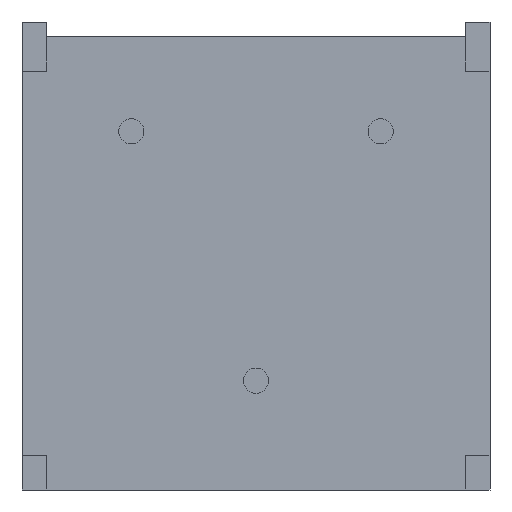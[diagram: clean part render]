
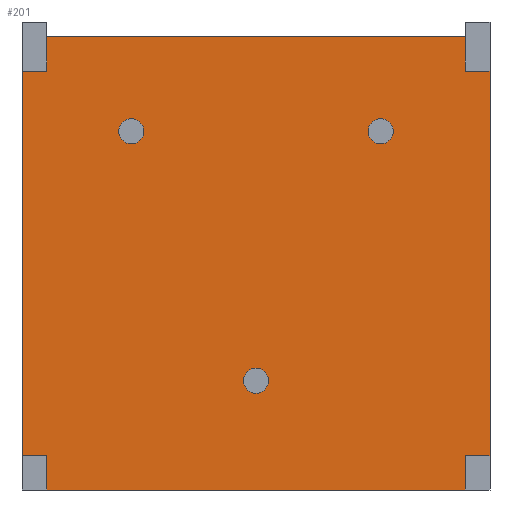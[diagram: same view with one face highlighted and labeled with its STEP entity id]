
A CAD part, front view. The second image highlights one B-rep face of the part: STEP entity #201.
In plain terms, the highlighted planar face has unit normal (0, -1, 0).
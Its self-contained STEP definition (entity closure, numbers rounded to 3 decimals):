
#121 = VERTEX_POINT('',#122);
#122 = CARTESIAN_POINT('',(4.765,0.2,3.765));
#128 = EDGE_CURVE('',#129,#121,#131,.T.);
#129 = VERTEX_POINT('',#130);
#130 = CARTESIAN_POINT('',(4.765,0.2,-4.065));
#131 = LINE('',#132,#133);
#132 = CARTESIAN_POINT('',(4.765,0.2,-4.065));
#133 = VECTOR('',#134,1.);
#134 = DIRECTION('',(0.,0.,1.));
#182 = VERTEX_POINT('',#183);
#183 = CARTESIAN_POINT('',(4.265,0.2,-4.065));
#189 = EDGE_CURVE('',#182,#129,#190,.T.);
#190 = LINE('',#191,#192);
#191 = CARTESIAN_POINT('',(4.265,0.2,-4.065));
#192 = VECTOR('',#193,1.);
#193 = DIRECTION('',(1.,0.,0.));
#201 = ADVANCED_FACE('',(#202),#300,.F.);
#202 = FACE_BOUND('',#203,.T.);
#203 = EDGE_LOOP('',(#204,#214,#222,#230,#238,#246,#254,#262,#270,#276,
    #277,#278,#286,#294));
#204 = ORIENTED_EDGE('',*,*,#205,.T.);
#205 = EDGE_CURVE('',#206,#208,#210,.T.);
#206 = VERTEX_POINT('',#207);
#207 = CARTESIAN_POINT('',(0.,0.2,4.465));
#208 = VERTEX_POINT('',#209);
#209 = CARTESIAN_POINT('',(-4.265,0.2,4.465));
#210 = LINE('',#211,#212);
#211 = CARTESIAN_POINT('',(0.,0.2,4.465));
#212 = VECTOR('',#213,1.);
#213 = DIRECTION('',(-1.,0.,0.));
#214 = ORIENTED_EDGE('',*,*,#215,.T.);
#215 = EDGE_CURVE('',#208,#216,#218,.T.);
#216 = VERTEX_POINT('',#217);
#217 = CARTESIAN_POINT('',(-4.265,0.2,3.765));
#218 = LINE('',#219,#220);
#219 = CARTESIAN_POINT('',(-4.265,0.2,4.465));
#220 = VECTOR('',#221,1.);
#221 = DIRECTION('',(0.,0.,-1.));
#222 = ORIENTED_EDGE('',*,*,#223,.T.);
#223 = EDGE_CURVE('',#216,#224,#226,.T.);
#224 = VERTEX_POINT('',#225);
#225 = CARTESIAN_POINT('',(-4.765,0.2,3.765));
#226 = LINE('',#227,#228);
#227 = CARTESIAN_POINT('',(-4.265,0.2,3.765));
#228 = VECTOR('',#229,1.);
#229 = DIRECTION('',(-1.,0.,0.));
#230 = ORIENTED_EDGE('',*,*,#231,.T.);
#231 = EDGE_CURVE('',#224,#232,#234,.T.);
#232 = VERTEX_POINT('',#233);
#233 = CARTESIAN_POINT('',(-4.765,0.2,-4.065));
#234 = LINE('',#235,#236);
#235 = CARTESIAN_POINT('',(-4.765,0.2,3.765));
#236 = VECTOR('',#237,1.);
#237 = DIRECTION('',(0.,0.,-1.));
#238 = ORIENTED_EDGE('',*,*,#239,.T.);
#239 = EDGE_CURVE('',#232,#240,#242,.T.);
#240 = VERTEX_POINT('',#241);
#241 = CARTESIAN_POINT('',(-4.265,0.2,-4.065));
#242 = LINE('',#243,#244);
#243 = CARTESIAN_POINT('',(-4.765,0.2,-4.065));
#244 = VECTOR('',#245,1.);
#245 = DIRECTION('',(1.,0.,0.));
#246 = ORIENTED_EDGE('',*,*,#247,.T.);
#247 = EDGE_CURVE('',#240,#248,#250,.T.);
#248 = VERTEX_POINT('',#249);
#249 = CARTESIAN_POINT('',(-4.265,0.2,-4.765));
#250 = LINE('',#251,#252);
#251 = CARTESIAN_POINT('',(-4.265,0.2,-4.065));
#252 = VECTOR('',#253,1.);
#253 = DIRECTION('',(0.,0.,-1.));
#254 = ORIENTED_EDGE('',*,*,#255,.T.);
#255 = EDGE_CURVE('',#248,#256,#258,.T.);
#256 = VERTEX_POINT('',#257);
#257 = CARTESIAN_POINT('',(0.,0.2,-4.765));
#258 = LINE('',#259,#260);
#259 = CARTESIAN_POINT('',(-4.265,0.2,-4.765));
#260 = VECTOR('',#261,1.);
#261 = DIRECTION('',(1.,0.,0.));
#262 = ORIENTED_EDGE('',*,*,#263,.T.);
#263 = EDGE_CURVE('',#256,#264,#266,.T.);
#264 = VERTEX_POINT('',#265);
#265 = CARTESIAN_POINT('',(4.265,0.2,-4.765));
#266 = LINE('',#267,#268);
#267 = CARTESIAN_POINT('',(0.,0.2,-4.765));
#268 = VECTOR('',#269,1.);
#269 = DIRECTION('',(1.,0.,0.));
#270 = ORIENTED_EDGE('',*,*,#271,.T.);
#271 = EDGE_CURVE('',#264,#182,#272,.T.);
#272 = LINE('',#273,#274);
#273 = CARTESIAN_POINT('',(4.265,0.2,-4.765));
#274 = VECTOR('',#275,1.);
#275 = DIRECTION('',(0.,0.,1.));
#276 = ORIENTED_EDGE('',*,*,#189,.T.);
#277 = ORIENTED_EDGE('',*,*,#128,.T.);
#278 = ORIENTED_EDGE('',*,*,#279,.T.);
#279 = EDGE_CURVE('',#121,#280,#282,.T.);
#280 = VERTEX_POINT('',#281);
#281 = CARTESIAN_POINT('',(4.265,0.2,3.765));
#282 = LINE('',#283,#284);
#283 = CARTESIAN_POINT('',(4.765,0.2,3.765));
#284 = VECTOR('',#285,1.);
#285 = DIRECTION('',(-1.,0.,0.));
#286 = ORIENTED_EDGE('',*,*,#287,.T.);
#287 = EDGE_CURVE('',#280,#288,#290,.T.);
#288 = VERTEX_POINT('',#289);
#289 = CARTESIAN_POINT('',(4.265,0.2,4.465));
#290 = LINE('',#291,#292);
#291 = CARTESIAN_POINT('',(4.265,0.2,3.765));
#292 = VECTOR('',#293,1.);
#293 = DIRECTION('',(0.,0.,1.));
#294 = ORIENTED_EDGE('',*,*,#295,.T.);
#295 = EDGE_CURVE('',#288,#206,#296,.T.);
#296 = LINE('',#297,#298);
#297 = CARTESIAN_POINT('',(4.265,0.2,4.465));
#298 = VECTOR('',#299,1.);
#299 = DIRECTION('',(-1.,0.,0.));
#300 = PLANE('',#301);
#301 = AXIS2_PLACEMENT_3D('',#302,#303,#304);
#302 = CARTESIAN_POINT('',(0.,0.2,-0.15));
#303 = DIRECTION('',(0.,1.,0.));
#304 = DIRECTION('',(0.,0.,1.));
